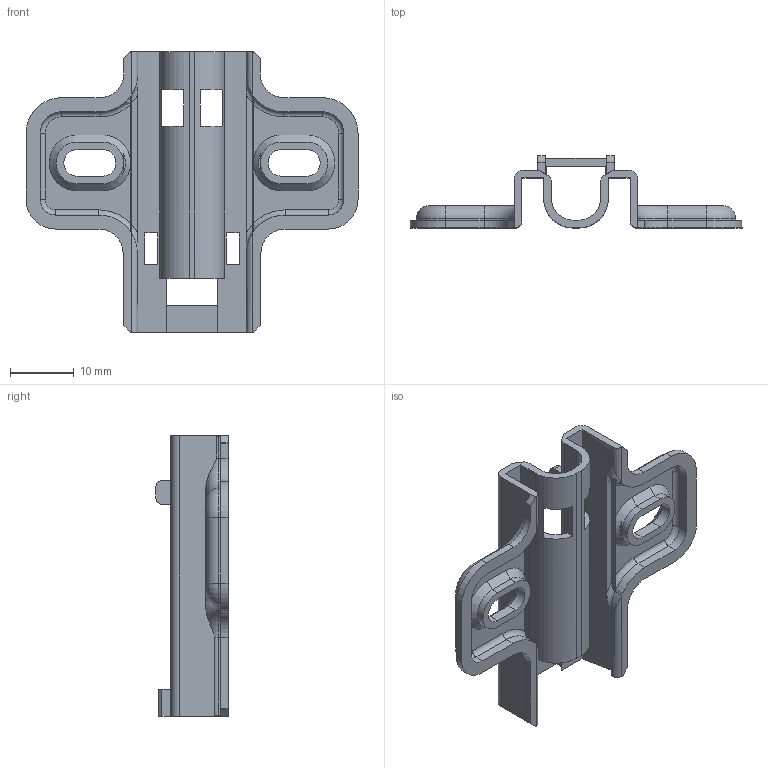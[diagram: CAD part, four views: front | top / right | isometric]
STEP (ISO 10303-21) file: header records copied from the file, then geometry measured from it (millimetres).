
FILE_DESCRIPTION (( 'STEP AP214' ), '1' );
FILE_NAME ('F000048_3D.step', '2022-06-06T12:17:20', ( '' ), ( '' ), 'SwSTEP 2.0', 'SolidWorks 2020', '' );
FILE_SCHEMA (( 'AUTOMOTIVE_DESIGN' ));
Length unit declared in the file: millimetre
Products named in the file (1): F000048_3D
Bounding box: 52 x 11.3 x 44 mm (x, y, z)
Volume: 3101.5 mm3; surface area: 5717.7 mm2
Topology: 1 solids, 1 shells, 278 faces, 728 edges, 448 vertices
Faces by surface type: plane 174, cylinder 76, torus 20, cone 8
Entity records: 8640 total; most frequent: CARTESIAN_POINT 1709, ORIENTED_EDGE 1456, DIRECTION 1434, EDGE_CURVE 728, VECTOR 512, LINE 512, AXIS2_PLACEMENT_3D 461, VERTEX_POINT 448
